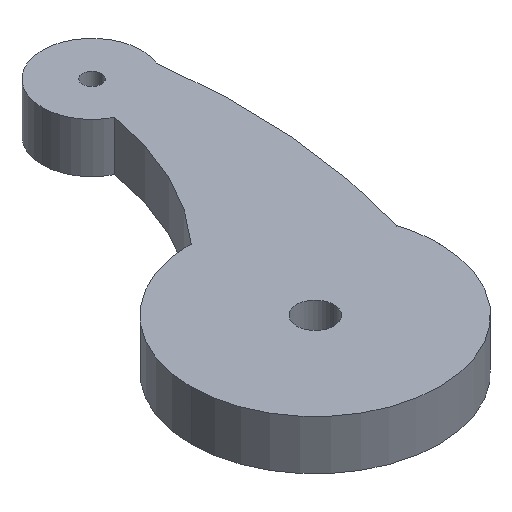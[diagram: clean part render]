
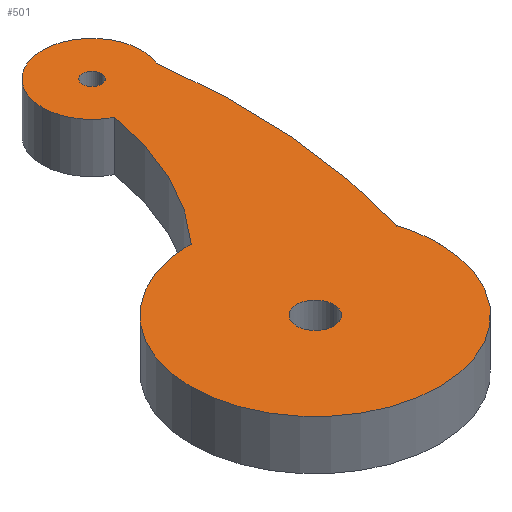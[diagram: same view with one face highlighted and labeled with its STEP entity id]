
A CAD part, isometric view. The second image highlights one B-rep face of the part: STEP entity #501.
In plain terms, the highlighted planar face has unit normal (0, 0, 1).
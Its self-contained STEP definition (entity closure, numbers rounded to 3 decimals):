
#2 = AXIS2_PLACEMENT_3D ( 'NONE', #88, #533, #349 ) ;
#5 = EDGE_CURVE ( 'NONE', #464, #440, #107, .T. ) ;
#8 = EDGE_CURVE ( 'NONE', #336, #225, #497, .T. ) ;
#9 = DIRECTION ( 'NONE',  ( 0., 0., 1. ) ) ;
#27 = DIRECTION ( 'NONE',  ( 1., 0., 0. ) ) ;
#32 = ORIENTED_EDGE ( 'NONE', *, *, #8, .T. ) ;
#35 = FACE_OUTER_BOUND ( 'NONE', #113, .T. ) ;
#42 = ORIENTED_EDGE ( 'NONE', *, *, #221, .T. ) ;
#45 = CIRCLE ( 'NONE', #356, 1.5 ) ;
#49 = PLANE ( 'NONE',  #2 ) ;
#55 = VERTEX_POINT ( 'NONE', #167 ) ;
#60 = CARTESIAN_POINT ( 'NONE',  ( 11.452, 43.83, 8. ) ) ;
#72 = CIRCLE ( 'NONE', #380, 100. ) ;
#88 = CARTESIAN_POINT ( 'NONE',  ( 0., 0., 8. ) ) ;
#89 = ORIENTED_EDGE ( 'NONE', *, *, #5, .T. ) ;
#105 = CIRCLE ( 'NONE', #179, 3. ) ;
#107 = CIRCLE ( 'NONE', #300, 8. ) ;
#110 = DIRECTION ( 'NONE',  ( 0., 0., 1. ) ) ;
#111 = ORIENTED_EDGE ( 'NONE', *, *, #490, .T. ) ;
#113 = EDGE_LOOP ( 'NONE', ( #146, #329, #390, #365, #89, #42, #32, #111 ) ) ;
#114 = AXIS2_PLACEMENT_3D ( 'NONE', #364, #110, #523 ) ;
#128 = DIRECTION ( 'NONE',  ( 1., 0., 0. ) ) ;
#142 = CARTESIAN_POINT ( 'NONE',  ( 15., 51., 8. ) ) ;
#146 = ORIENTED_EDGE ( 'NONE', *, *, #313, .T. ) ;
#152 = CARTESIAN_POINT ( 'NONE',  ( 0., 0., 8. ) ) ;
#160 = VERTEX_POINT ( 'NONE', #180 ) ;
#167 = CARTESIAN_POINT ( 'NONE',  ( 20., 0., 8. ) ) ;
#174 = DIRECTION ( 'NONE',  ( 1., 0., 0. ) ) ;
#176 = EDGE_CURVE ( 'NONE', #55, #315, #479, .T. ) ;
#179 = AXIS2_PLACEMENT_3D ( 'NONE', #152, #245, #319 ) ;
#180 = CARTESIAN_POINT ( 'NONE',  ( 0., 20., 8. ) ) ;
#188 = DIRECTION ( 'NONE',  ( 1., 0., 0. ) ) ;
#196 = ORIENTED_EDGE ( 'NONE', *, *, #277, .F. ) ;
#209 = DIRECTION ( 'NONE',  ( 1., 0., 0. ) ) ;
#212 = CARTESIAN_POINT ( 'NONE',  ( 15., 51., 8. ) ) ;
#213 = VERTEX_POINT ( 'NONE', #359 ) ;
#220 = CIRCLE ( 'NONE', #310, 8. ) ;
#221 = EDGE_CURVE ( 'NONE', #440, #336, #220, .T. ) ;
#223 = DIRECTION ( 'NONE',  ( 1., 0., 0. ) ) ;
#225 = VERTEX_POINT ( 'NONE', #60 ) ;
#229 = CIRCLE ( 'NONE', #114, 3. ) ;
#235 = DIRECTION ( 'NONE',  ( 0., 0., 1. ) ) ;
#236 = ORIENTED_EDGE ( 'NONE', *, *, #301, .F. ) ;
#243 = CARTESIAN_POINT ( 'NONE',  ( 15., 51., 8. ) ) ;
#245 = DIRECTION ( 'NONE',  ( 0., 0., 1. ) ) ;
#256 = CARTESIAN_POINT ( 'NONE',  ( -33.985, 51., 8. ) ) ;
#259 = EDGE_CURVE ( 'NONE', #315, #464, #72, .T. ) ;
#260 = VERTEX_POINT ( 'NONE', #509 ) ;
#270 = CIRCLE ( 'NONE', #513, 20. ) ;
#271 = EDGE_CURVE ( 'NONE', #213, #357, #444, .T. ) ;
#275 = CARTESIAN_POINT ( 'NONE',  ( 15., 51., 8. ) ) ;
#277 = EDGE_CURVE ( 'NONE', #357, #213, #45, .T. ) ;
#283 = AXIS2_PLACEMENT_3D ( 'NONE', #243, #235, #188 ) ;
#293 = AXIS2_PLACEMENT_3D ( 'NONE', #212, #411, #128 ) ;
#295 = DIRECTION ( 'NONE',  ( 1., 0., 0. ) ) ;
#300 = AXIS2_PLACEMENT_3D ( 'NONE', #343, #462, #209 ) ;
#301 = EDGE_CURVE ( 'NONE', #483, #260, #105, .T. ) ;
#306 = DIRECTION ( 'NONE',  ( 0., 0., 1. ) ) ;
#310 = AXIS2_PLACEMENT_3D ( 'NONE', #142, #9, #353 ) ;
#313 = EDGE_CURVE ( 'NONE', #160, #450, #270, .T. ) ;
#315 = VERTEX_POINT ( 'NONE', #438 ) ;
#317 = CIRCLE ( 'NONE', #468, 20. ) ;
#319 = DIRECTION ( 'NONE',  ( 1., 0., 0. ) ) ;
#324 = EDGE_LOOP ( 'NONE', ( #236, #421 ) ) ;
#329 = ORIENTED_EDGE ( 'NONE', *, *, #461, .T. ) ;
#331 = CARTESIAN_POINT ( 'NONE',  ( 0., 0., 8. ) ) ;
#336 = VERTEX_POINT ( 'NONE', #398 ) ;
#341 = CARTESIAN_POINT ( 'NONE',  ( 22.416, 48., 8. ) ) ;
#343 = CARTESIAN_POINT ( 'NONE',  ( 15., 51., 8. ) ) ;
#347 = CARTESIAN_POINT ( 'NONE',  ( -76.701, 34.743, 8. ) ) ;
#349 = DIRECTION ( 'NONE',  ( 1., 0., 0. ) ) ;
#353 = DIRECTION ( 'NONE',  ( 1., 0., 0. ) ) ;
#356 = AXIS2_PLACEMENT_3D ( 'NONE', #275, #441, #27 ) ;
#357 = VERTEX_POINT ( 'NONE', #480 ) ;
#359 = CARTESIAN_POINT ( 'NONE',  ( 16.5, 51., 8. ) ) ;
#364 = CARTESIAN_POINT ( 'NONE',  ( 0., 0., 8. ) ) ;
#365 = ORIENTED_EDGE ( 'NONE', *, *, #259, .T. ) ;
#368 = DIRECTION ( 'NONE',  ( 0., 0., 1. ) ) ;
#375 = CARTESIAN_POINT ( 'NONE',  ( 23., 51., 8. ) ) ;
#380 = AXIS2_PLACEMENT_3D ( 'NONE', #347, #306, #174 ) ;
#389 = DIRECTION ( 'NONE',  ( 1., 0., 0. ) ) ;
#390 = ORIENTED_EDGE ( 'NONE', *, *, #176, .T. ) ;
#398 = CARTESIAN_POINT ( 'NONE',  ( 7., 51., 8. ) ) ;
#404 = DIRECTION ( 'NONE',  ( 1., 0., 0. ) ) ;
#409 = FACE_BOUND ( 'NONE', #324, .T. ) ;
#411 = DIRECTION ( 'NONE',  ( 0., 0., 1. ) ) ;
#413 = EDGE_CURVE ( 'NONE', #260, #483, #229, .T. ) ;
#416 = CARTESIAN_POINT ( 'NONE',  ( -3., 0., 8. ) ) ;
#421 = ORIENTED_EDGE ( 'NONE', *, *, #413, .F. ) ;
#425 = DIRECTION ( 'NONE',  ( 0., 0., 1. ) ) ;
#436 = AXIS2_PLACEMENT_3D ( 'NONE', #256, #498, #223 ) ;
#438 = CARTESIAN_POINT ( 'NONE',  ( 19.079, 6., 8. ) ) ;
#440 = VERTEX_POINT ( 'NONE', #375 ) ;
#441 = DIRECTION ( 'NONE',  ( 0., 0., 1. ) ) ;
#444 = CIRCLE ( 'NONE', #283, 1.5 ) ;
#445 = EDGE_LOOP ( 'NONE', ( #196, #512 ) ) ;
#450 = VERTEX_POINT ( 'NONE', #493 ) ;
#456 = CARTESIAN_POINT ( 'NONE',  ( 0., 0., 8. ) ) ;
#460 = AXIS2_PLACEMENT_3D ( 'NONE', #474, #518, #389 ) ;
#461 = EDGE_CURVE ( 'NONE', #450, #55, #317, .T. ) ;
#462 = DIRECTION ( 'NONE',  ( 0., 0., 1. ) ) ;
#464 = VERTEX_POINT ( 'NONE', #341 ) ;
#468 = AXIS2_PLACEMENT_3D ( 'NONE', #456, #425, #295 ) ;
#474 = CARTESIAN_POINT ( 'NONE',  ( 0., 0., 8. ) ) ;
#477 = CIRCLE ( 'NONE', #436, 46. ) ;
#479 = CIRCLE ( 'NONE', #460, 20. ) ;
#480 = CARTESIAN_POINT ( 'NONE',  ( 13.5, 51., 8. ) ) ;
#483 = VERTEX_POINT ( 'NONE', #416 ) ;
#490 = EDGE_CURVE ( 'NONE', #225, #160, #477, .T. ) ;
#491 = FACE_BOUND ( 'NONE', #445, .T. ) ;
#493 = CARTESIAN_POINT ( 'NONE',  ( -20., 0., 8. ) ) ;
#497 = CIRCLE ( 'NONE', #293, 8. ) ;
#498 = DIRECTION ( 'NONE',  ( 0., 0., -1. ) ) ;
#501 = ADVANCED_FACE ( 'NONE', ( #409, #35, #491 ), #49, .T. ) ;
#509 = CARTESIAN_POINT ( 'NONE',  ( 3., 0., 8. ) ) ;
#512 = ORIENTED_EDGE ( 'NONE', *, *, #271, .F. ) ;
#513 = AXIS2_PLACEMENT_3D ( 'NONE', #331, #368, #404 ) ;
#518 = DIRECTION ( 'NONE',  ( 0., 0., 1. ) ) ;
#523 = DIRECTION ( 'NONE',  ( 1., 0., 0. ) ) ;
#533 = DIRECTION ( 'NONE',  ( 0., 0., 1. ) ) ;
